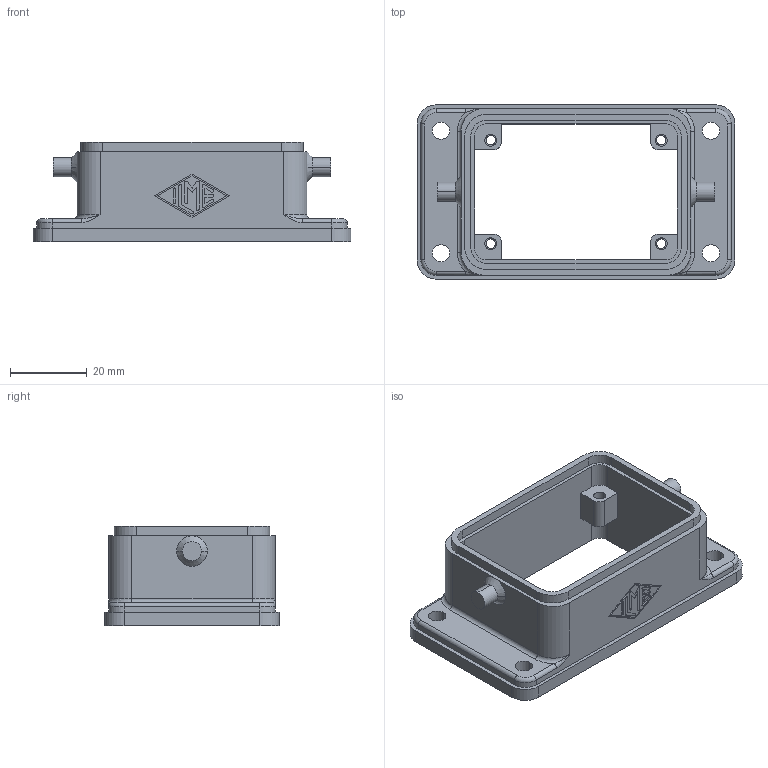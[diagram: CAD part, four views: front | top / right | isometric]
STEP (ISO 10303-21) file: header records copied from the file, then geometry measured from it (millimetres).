
FILE_DESCRIPTION(('Creo Elements/Direct Modeling STEP Export'),'2;1');
FILE_NAME('0lndrp33tmmugkh3864','2015-11-13T13:58:05',(''),(''),'PTC Creo Elements/Direct Modeling STEP processor for AP214 (Solid Model)','PTC Creo Elements/Direct Modeling 19.0B 21-Mar-2015 (C) Parametric Technology GmbH','');
FILE_SCHEMA(('AUTOMOTIVE_DESIGN { 1 0 10303 214 1 1 1 1 }'));
Length unit declared in the file: millimetre
Products named in the file (1): CHI_06_LCH
Bounding box: 83 x 45.5 x 26 mm (x, y, z)
Volume: 24880.1 mm3; surface area: 14551.6 mm2
Topology: 1 solids, 1 shells, 198 faces, 517 edges, 334 vertices
Faces by surface type: plane 92, cylinder 90, torus 8, bspline 4, cone 4
Entity records: 6146 total; most frequent: CARTESIAN_POINT 1287, ORIENTED_EDGE 1026, DIRECTION 991, EDGE_CURVE 513, AXIS2_PLACEMENT_3D 342, VERTEX_POINT 334, VECTOR 307, LINE 307
